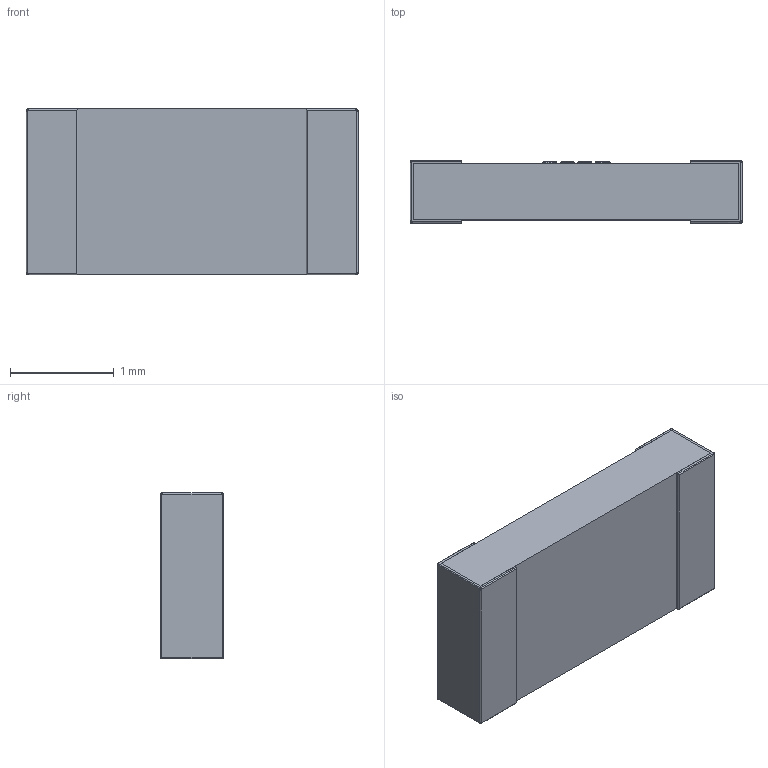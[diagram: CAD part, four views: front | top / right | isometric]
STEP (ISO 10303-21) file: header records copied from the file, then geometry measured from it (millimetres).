
FILE_DESCRIPTION (( 'STEP AP214' ), '1' );
FILE_NAME ('Resistor_SMD_3216.step', '2018-11-03T15:16:22+00:00', 'Stefan Hamminga', '', '', '', '');
FILE_SCHEMA (( 'AUTOMOTIVE_DESIGN' ));
Length unit declared in the file: millimetre
Products named in the file (1): Resistor_SMD_3216
Bounding box: 3.2 x 0.6 x 1.6 mm (x, y, z)
Volume: 2.9 mm3; surface area: 25.4 mm2
Topology: 3 solids, 3 shells, 209 faces, 507 edges, 309 vertices
Faces by surface type: bspline 104, plane 58, cylinder 47
Entity records: 12374 total; most frequent: CARTESIAN_POINT 6388, ORIENTED_EDGE 1014, EDGE_CURVE 507, DIRECTION 464, VERTEX_POINT 309, B_SPLINE_CURVE_WITH_KNOTS 245, LINE 216, VECTOR 216
